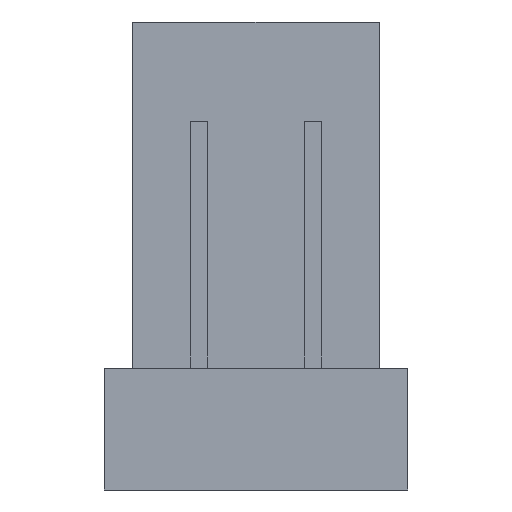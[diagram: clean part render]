
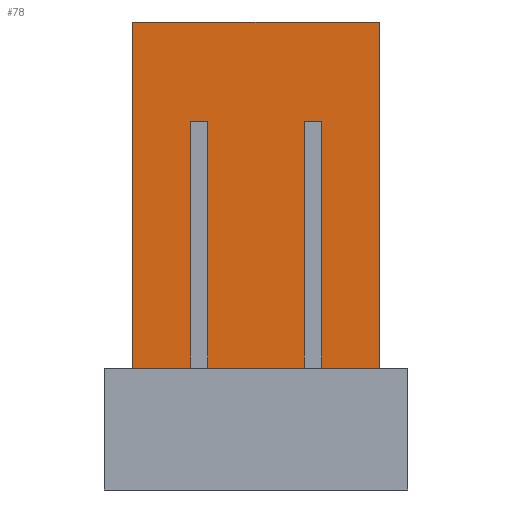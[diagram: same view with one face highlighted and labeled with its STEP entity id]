
A CAD part, front view. The second image highlights one B-rep face of the part: STEP entity #78.
In plain terms, the highlighted planar face has unit normal (0, -1, 0).
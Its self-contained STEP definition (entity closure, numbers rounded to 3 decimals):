
#36 = EDGE_CURVE ( 'NONE', #37, #71, #951, .T. ) ;
#37 = VERTEX_POINT ( 'NONE', #947 ) ;
#47 = ORIENTED_EDGE ( 'NONE', *, *, #48, .T. ) ;
#48 = EDGE_CURVE ( 'NONE', #37, #49, #993, .T. ) ;
#49 = VERTEX_POINT ( 'NONE', #989 ) ;
#50 = ORIENTED_EDGE ( 'NONE', *, *, #51, .T. ) ;
#51 = EDGE_CURVE ( 'NONE', #49, #52, #988, .T. ) ;
#52 = VERTEX_POINT ( 'NONE', #984 ) ;
#70 = VERTEX_POINT ( 'NONE', #1025 ) ;
#71 = VERTEX_POINT ( 'NONE', #1024 ) ;
#74 = EDGE_LOOP ( 'NONE', ( #79, #81, #47, #50, #119, #97, #104, #105, #107, #91, #114, #103 ) ) ;
#78 = ADVANCED_FACE ( 'NONE', ( #1013 ), #1062, .F. ) ;
#79 = ORIENTED_EDGE ( 'NONE', *, *, #80, .T. ) ;
#80 = EDGE_CURVE ( 'NONE', #70, #71, #1056, .T. ) ;
#81 = ORIENTED_EDGE ( 'NONE', *, *, #36, .F. ) ;
#87 = EDGE_CURVE ( 'NONE', #118, #121, #1078, .T. ) ;
#88 = EDGE_CURVE ( 'NONE', #52, #121, #1074, .T. ) ;
#91 = ORIENTED_EDGE ( 'NONE', *, *, #92, .F. ) ;
#92 = EDGE_CURVE ( 'NONE', #93, #109, #1131, .T. ) ;
#93 = VERTEX_POINT ( 'NONE', #1127 ) ;
#96 = VERTEX_POINT ( 'NONE', #1126 ) ;
#97 = ORIENTED_EDGE ( 'NONE', *, *, #87, .F. ) ;
#98 = EDGE_CURVE ( 'NONE', #118, #99, #1125, .T. ) ;
#99 = VERTEX_POINT ( 'NONE', #1121 ) ;
#102 = VERTEX_POINT ( 'NONE', #1116 ) ;
#103 = ORIENTED_EDGE ( 'NONE', *, *, #166, .T. ) ;
#104 = ORIENTED_EDGE ( 'NONE', *, *, #98, .T. ) ;
#105 = ORIENTED_EDGE ( 'NONE', *, *, #165, .T. ) ;
#106 = EDGE_CURVE ( 'NONE', #102, #93, #1115, .T. ) ;
#107 = ORIENTED_EDGE ( 'NONE', *, *, #108, .T. ) ;
#108 = EDGE_CURVE ( 'NONE', #96, #109, #1111, .T. ) ;
#109 = VERTEX_POINT ( 'NONE', #1107 ) ;
#114 = ORIENTED_EDGE ( 'NONE', *, *, #106, .F. ) ;
#118 = VERTEX_POINT ( 'NONE', #1178 ) ;
#119 = ORIENTED_EDGE ( 'NONE', *, *, #88, .T. ) ;
#121 = VERTEX_POINT ( 'NONE', #1173 ) ;
#165 = EDGE_CURVE ( 'NONE', #99, #96, #1303, .T. ) ;
#166 = EDGE_CURVE ( 'NONE', #102, #70, #1299, .T. ) ;
#947 = CARTESIAN_POINT ( 'NONE',  ( 2.05, 0., 8.7 ) ) ;
#948 = DIRECTION ( 'NONE',  ( 0., 0., -1. ) ) ;
#949 = VECTOR ( 'NONE', #948, 1000. ) ;
#950 = CARTESIAN_POINT ( 'NONE',  ( 2.05, 0., 8.7 ) ) ;
#951 = LINE ( 'NONE', #950, #949 ) ;
#984 = CARTESIAN_POINT ( 'NONE',  ( 2.65, 0., 0. ) ) ;
#985 = DIRECTION ( 'NONE',  ( 0., 0., -1. ) ) ;
#986 = VECTOR ( 'NONE', #985, 1000. ) ;
#987 = CARTESIAN_POINT ( 'NONE',  ( 2.65, 0., 8.7 ) ) ;
#988 = LINE ( 'NONE', #987, #986 ) ;
#989 = CARTESIAN_POINT ( 'NONE',  ( 2.65, 0., 8.7 ) ) ;
#990 = DIRECTION ( 'NONE',  ( 1., 0., 0. ) ) ;
#991 = VECTOR ( 'NONE', #990, 1000. ) ;
#992 = CARTESIAN_POINT ( 'NONE',  ( 2.05, 0., 8.7 ) ) ;
#993 = LINE ( 'NONE', #992, #991 ) ;
#1013 = FACE_OUTER_BOUND ( 'NONE', #74, .T. ) ;
#1024 = CARTESIAN_POINT ( 'NONE',  ( 2.05, 0., 0. ) ) ;
#1025 = CARTESIAN_POINT ( 'NONE',  ( 0., 0., 0. ) ) ;
#1053 = DIRECTION ( 'NONE',  ( 1., 0., 0. ) ) ;
#1054 = VECTOR ( 'NONE', #1053, 1000. ) ;
#1055 = CARTESIAN_POINT ( 'NONE',  ( 0., 0., 0. ) ) ;
#1056 = LINE ( 'NONE', #1055, #1054 ) ;
#1058 = DIRECTION ( 'NONE',  ( 0., 0., 1. ) ) ;
#1059 = DIRECTION ( 'NONE',  ( 0., 1., 0. ) ) ;
#1060 = CARTESIAN_POINT ( 'NONE',  ( 0., 0., 12.2 ) ) ;
#1061 = AXIS2_PLACEMENT_3D ( 'NONE', #1060, #1059, #1058 ) ;
#1062 = PLANE ( 'NONE',  #1061 ) ;
#1071 = DIRECTION ( 'NONE',  ( 1., 0., 0. ) ) ;
#1072 = VECTOR ( 'NONE', #1071, 1000. ) ;
#1073 = CARTESIAN_POINT ( 'NONE',  ( 0., 0., 0. ) ) ;
#1074 = LINE ( 'NONE', #1073, #1072 ) ;
#1075 = DIRECTION ( 'NONE',  ( 0., 0., -1. ) ) ;
#1076 = VECTOR ( 'NONE', #1075, 1000. ) ;
#1077 = CARTESIAN_POINT ( 'NONE',  ( 6.05, 0., 8.7 ) ) ;
#1078 = LINE ( 'NONE', #1077, #1076 ) ;
#1107 = CARTESIAN_POINT ( 'NONE',  ( 8.7, 0., 0. ) ) ;
#1108 = DIRECTION ( 'NONE',  ( 1., 0., 0. ) ) ;
#1109 = VECTOR ( 'NONE', #1108, 1000. ) ;
#1110 = CARTESIAN_POINT ( 'NONE',  ( 0., 0., 0. ) ) ;
#1111 = LINE ( 'NONE', #1110, #1109 ) ;
#1112 = DIRECTION ( 'NONE',  ( 1., 0., 0. ) ) ;
#1113 = VECTOR ( 'NONE', #1112, 1000. ) ;
#1114 = CARTESIAN_POINT ( 'NONE',  ( 0., 0., 12.2 ) ) ;
#1115 = LINE ( 'NONE', #1114, #1113 ) ;
#1116 = CARTESIAN_POINT ( 'NONE',  ( 0., 0., 12.2 ) ) ;
#1121 = CARTESIAN_POINT ( 'NONE',  ( 6.65, 0., 8.7 ) ) ;
#1122 = DIRECTION ( 'NONE',  ( 1., 0., 0. ) ) ;
#1123 = VECTOR ( 'NONE', #1122, 1000. ) ;
#1124 = CARTESIAN_POINT ( 'NONE',  ( 6.65, 0., 8.7 ) ) ;
#1125 = LINE ( 'NONE', #1124, #1123 ) ;
#1126 = CARTESIAN_POINT ( 'NONE',  ( 6.65, 0., 0. ) ) ;
#1127 = CARTESIAN_POINT ( 'NONE',  ( 8.7, 0., 12.2 ) ) ;
#1128 = DIRECTION ( 'NONE',  ( 0., 0., -1. ) ) ;
#1129 = VECTOR ( 'NONE', #1128, 1000. ) ;
#1130 = CARTESIAN_POINT ( 'NONE',  ( 8.7, 0., 12.2 ) ) ;
#1131 = LINE ( 'NONE', #1130, #1129 ) ;
#1173 = CARTESIAN_POINT ( 'NONE',  ( 6.05, 0., 0. ) ) ;
#1178 = CARTESIAN_POINT ( 'NONE',  ( 6.05, 0., 8.7 ) ) ;
#1296 = DIRECTION ( 'NONE',  ( 0., 0., -1. ) ) ;
#1297 = VECTOR ( 'NONE', #1296, 1000. ) ;
#1298 = CARTESIAN_POINT ( 'NONE',  ( 0., 0., 12.2 ) ) ;
#1299 = LINE ( 'NONE', #1298, #1297 ) ;
#1300 = DIRECTION ( 'NONE',  ( 0., 0., -1. ) ) ;
#1301 = VECTOR ( 'NONE', #1300, 1000. ) ;
#1302 = CARTESIAN_POINT ( 'NONE',  ( 6.65, 0., 8.7 ) ) ;
#1303 = LINE ( 'NONE', #1302, #1301 ) ;
